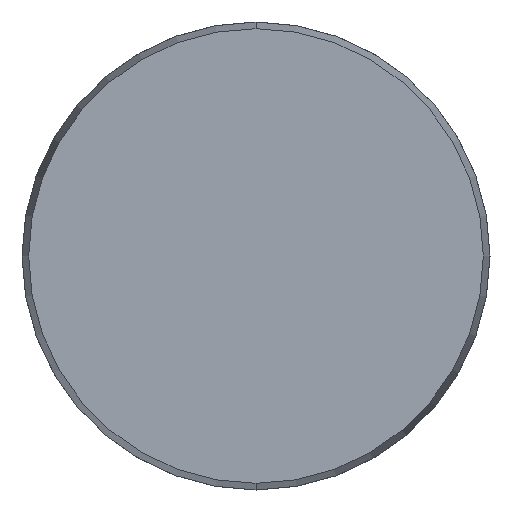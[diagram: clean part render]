
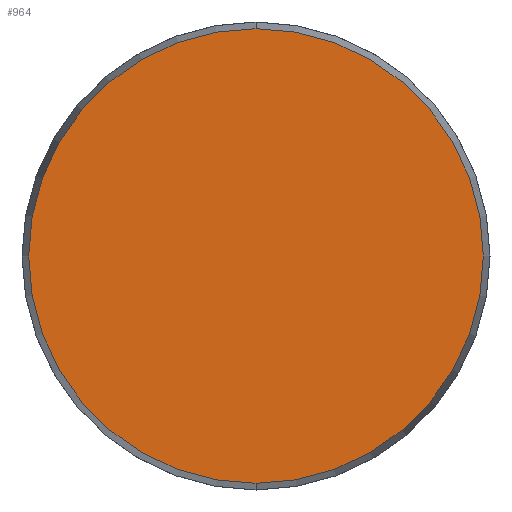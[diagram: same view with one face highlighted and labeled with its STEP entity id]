
A CAD part, front view. The second image highlights one B-rep face of the part: STEP entity #964.
In plain terms, the highlighted planar face has unit normal (0, -1, 0).
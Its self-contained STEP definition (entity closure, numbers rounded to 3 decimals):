
#60 = ORIENTED_EDGE ( 'NONE', *, *, #1014, .T. ) ;
#84 = DIRECTION ( 'NONE',  ( 0., 0., -1. ) ) ;
#139 = CARTESIAN_POINT ( 'NONE',  ( 0., 0., 0. ) ) ;
#167 = VERTEX_POINT ( 'NONE', #1019 ) ;
#175 = FACE_OUTER_BOUND ( 'NONE', #360, .T. ) ;
#229 = DIRECTION ( 'NONE',  ( 0., -1., 0. ) ) ;
#241 = CARTESIAN_POINT ( 'NONE',  ( -29.143, 0., 0. ) ) ;
#253 = VERTEX_POINT ( 'NONE', #285 ) ;
#277 = CIRCLE ( 'NONE', #410, 29.143 ) ;
#285 = CARTESIAN_POINT ( 'NONE',  ( 0., 0., -29.143 ) ) ;
#333 = DIRECTION ( 'NONE',  ( 0., 1., 0. ) ) ;
#360 = EDGE_LOOP ( 'NONE', ( #443, #60 ) ) ;
#387 = PLANE ( 'NONE',  #681 ) ;
#393 = DIRECTION ( 'NONE',  ( 0., 0., 1. ) ) ;
#410 = AXIS2_PLACEMENT_3D ( 'NONE', #811, #559, #84 ) ;
#443 = ORIENTED_EDGE ( 'NONE', *, *, #790, .T. ) ;
#550 = AXIS2_PLACEMENT_3D ( 'NONE', #139, #229, #1023 ) ;
#559 = DIRECTION ( 'NONE',  ( 0., -1., 0. ) ) ;
#681 = AXIS2_PLACEMENT_3D ( 'NONE', #241, #333, #393 ) ;
#790 = EDGE_CURVE ( 'NONE', #167, #253, #853, .T. ) ;
#811 = CARTESIAN_POINT ( 'NONE',  ( 0., 0., 0. ) ) ;
#853 = CIRCLE ( 'NONE', #550, 29.143 ) ;
#964 = ADVANCED_FACE ( 'NONE', ( #175 ), #387, .F. ) ;
#1014 = EDGE_CURVE ( 'NONE', #253, #167, #277, .T. ) ;
#1019 = CARTESIAN_POINT ( 'NONE',  ( 0., 0., 29.143 ) ) ;
#1023 = DIRECTION ( 'NONE',  ( 0., 0., -1. ) ) ;
